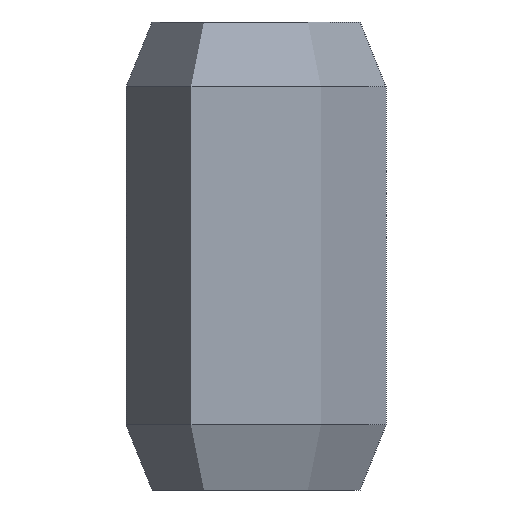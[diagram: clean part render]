
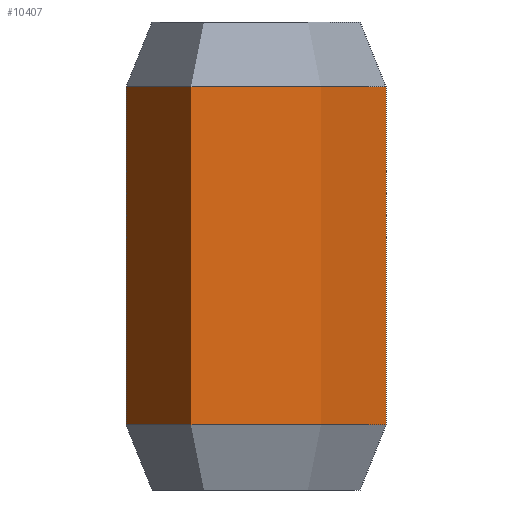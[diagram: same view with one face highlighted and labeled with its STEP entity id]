
A CAD part, front view. The second image highlights one B-rep face of the part: STEP entity #10407.
In plain terms, the highlighted cylindrical face has radius 10 mm (diameter 20 mm), a partial arc.
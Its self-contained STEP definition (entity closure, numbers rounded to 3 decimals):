
#480 = EDGE_CURVE ( 'NONE', #8499, #10455, #9488, .T. ) ;
#2783 = DIRECTION ( 'NONE',  ( 0., 0., 1. ) ) ;
#3312 = ORIENTED_EDGE ( 'NONE', *, *, #12796, .T. ) ;
#3627 = DIRECTION ( 'NONE',  ( 0., 0., 1. ) ) ;
#3788 = CIRCLE ( 'NONE', #13904, 10. ) ;
#4073 = EDGE_LOOP ( 'NONE', ( #12631, #4974, #3312, #12393 ) ) ;
#4225 = FACE_OUTER_BOUND ( 'NONE', #4073, .T. ) ;
#4793 = CARTESIAN_POINT ( 'NONE',  ( -10., 0., 18. ) ) ;
#4974 = ORIENTED_EDGE ( 'NONE', *, *, #12763, .T. ) ;
#5533 = DIRECTION ( 'NONE',  ( 1., 0., 0. ) ) ;
#6212 = CARTESIAN_POINT ( 'NONE',  ( 0., 0., 13. ) ) ;
#6295 = DIRECTION ( 'NONE',  ( 1., 0., 0. ) ) ;
#6761 = CYLINDRICAL_SURFACE ( 'NONE', #7689, 10. ) ;
#7689 = AXIS2_PLACEMENT_3D ( 'NONE', #8214, #14250, #5533 ) ;
#8029 = VERTEX_POINT ( 'NONE', #14460 ) ;
#8214 = CARTESIAN_POINT ( 'NONE',  ( 0., 0., 18. ) ) ;
#8499 = VERTEX_POINT ( 'NONE', #12082 ) ;
#8735 = AXIS2_PLACEMENT_3D ( 'NONE', #14999, #14948, #6295 ) ;
#9402 = CARTESIAN_POINT ( 'NONE',  ( -10., 0., 13. ) ) ;
#9488 = LINE ( 'NONE', #4793, #16024 ) ;
#9611 = CARTESIAN_POINT ( 'NONE',  ( 10., 0., -13. ) ) ;
#9651 = CIRCLE ( 'NONE', #8735, 10. ) ;
#10407 = ADVANCED_FACE ( 'NONE', ( #4225 ), #6761, .T. ) ;
#10455 = VERTEX_POINT ( 'NONE', #9402 ) ;
#10815 = LINE ( 'NONE', #12684, #14843 ) ;
#12082 = CARTESIAN_POINT ( 'NONE',  ( -10., 0., -13. ) ) ;
#12393 = ORIENTED_EDGE ( 'NONE', *, *, #14902, .F. ) ;
#12631 = ORIENTED_EDGE ( 'NONE', *, *, #480, .F. ) ;
#12684 = CARTESIAN_POINT ( 'NONE',  ( 10., 0., 18. ) ) ;
#12763 = EDGE_CURVE ( 'NONE', #8499, #14718, #9651, .T. ) ;
#12796 = EDGE_CURVE ( 'NONE', #14718, #8029, #10815, .T. ) ;
#13626 = DIRECTION ( 'NONE',  ( 1., 0., 0. ) ) ;
#13904 = AXIS2_PLACEMENT_3D ( 'NONE', #6212, #3627, #13626 ) ;
#14250 = DIRECTION ( 'NONE',  ( 0., 0., 1. ) ) ;
#14460 = CARTESIAN_POINT ( 'NONE',  ( 10., 0., 13. ) ) ;
#14501 = DIRECTION ( 'NONE',  ( 0., 0., 1. ) ) ;
#14718 = VERTEX_POINT ( 'NONE', #9611 ) ;
#14843 = VECTOR ( 'NONE', #2783, 1000. ) ;
#14902 = EDGE_CURVE ( 'NONE', #10455, #8029, #3788, .T. ) ;
#14948 = DIRECTION ( 'NONE',  ( 0., 0., 1. ) ) ;
#14999 = CARTESIAN_POINT ( 'NONE',  ( 0., 0., -13. ) ) ;
#16024 = VECTOR ( 'NONE', #14501, 1000. ) ;
